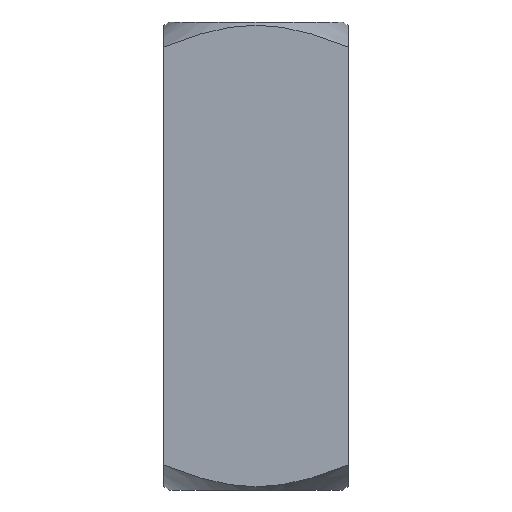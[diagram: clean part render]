
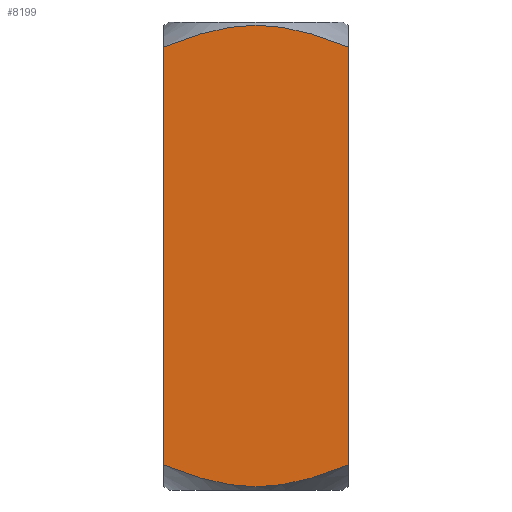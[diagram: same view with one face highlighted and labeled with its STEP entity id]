
A CAD part, front view. The second image highlights one B-rep face of the part: STEP entity #8199.
In plain terms, the highlighted planar face has unit normal (0, -1, 0).
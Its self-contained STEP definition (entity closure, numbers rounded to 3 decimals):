
#1152=PLANE('',#8735);
#1388=FACE_OUTER_BOUND('',#1821,.T.);
#1821=EDGE_LOOP('',(#6021,#6022,#6023,#6024,#6025,#6026));
#2195=(
BOUNDED_CURVE()
B_SPLINE_CURVE(2,(#17950,#17951,#17952),.UNSPECIFIED.,.F.,.F.)
B_SPLINE_CURVE_WITH_KNOTS((3,3),(4.178,7.308),
 .UNSPECIFIED.)
CURVE()
GEOMETRIC_REPRESENTATION_ITEM()
RATIONAL_B_SPLINE_CURVE((1.44,1.44,1.193))
REPRESENTATION_ITEM('')
);
#2196=(
BOUNDED_CURVE()
B_SPLINE_CURVE(2,(#17954,#17955,#17956),.UNSPECIFIED.,.F.,.F.)
B_SPLINE_CURVE_WITH_KNOTS((3,3),(1.047,4.178),
 .UNSPECIFIED.)
CURVE()
GEOMETRIC_REPRESENTATION_ITEM()
RATIONAL_B_SPLINE_CURVE((1.193,1.44,1.44))
REPRESENTATION_ITEM('')
);
#2198=(
BOUNDED_CURVE()
B_SPLINE_CURVE(2,(#17963,#17964,#17965),.UNSPECIFIED.,.F.,.F.)
B_SPLINE_CURVE_WITH_KNOTS((3,3),(4.178,7.308),
 .UNSPECIFIED.)
CURVE()
GEOMETRIC_REPRESENTATION_ITEM()
RATIONAL_B_SPLINE_CURVE((1.44,1.44,1.193))
REPRESENTATION_ITEM('')
);
#2199=(
BOUNDED_CURVE()
B_SPLINE_CURVE(2,(#17967,#17968,#17969),.UNSPECIFIED.,.F.,.F.)
B_SPLINE_CURVE_WITH_KNOTS((3,3),(1.047,4.178),
 .UNSPECIFIED.)
CURVE()
GEOMETRIC_REPRESENTATION_ITEM()
RATIONAL_B_SPLINE_CURVE((1.193,1.44,1.44))
REPRESENTATION_ITEM('')
);
#2317=LINE('',#17938,#2887);
#2321=LINE('',#17971,#2891);
#2887=VECTOR('',#9806,10.);
#2891=VECTOR('',#9818,10.);
#3701=VERTEX_POINT('',#17933);
#3702=VERTEX_POINT('',#17937);
#3703=VERTEX_POINT('',#17945);
#3704=VERTEX_POINT('',#17949);
#3705=VERTEX_POINT('',#17958);
#3706=VERTEX_POINT('',#17962);
#4572=EDGE_CURVE('',#3701,#3702,#2317,.T.);
#4576=EDGE_CURVE('',#3704,#3702,#2195,.T.);
#4578=EDGE_CURVE('',#3703,#3704,#2196,.T.);
#4580=EDGE_CURVE('',#3706,#3705,#2198,.T.);
#4582=EDGE_CURVE('',#3701,#3706,#2199,.T.);
#4583=EDGE_CURVE('',#3705,#3703,#2321,.T.);
#6021=ORIENTED_EDGE('',*,*,#4578,.T.);
#6022=ORIENTED_EDGE('',*,*,#4576,.T.);
#6023=ORIENTED_EDGE('',*,*,#4572,.F.);
#6024=ORIENTED_EDGE('',*,*,#4582,.T.);
#6025=ORIENTED_EDGE('',*,*,#4580,.T.);
#6026=ORIENTED_EDGE('',*,*,#4583,.T.);
#8199=ADVANCED_FACE('',(#1388),#1152,.T.);
#8735=AXIS2_PLACEMENT_3D('',#17972,#9819,#9820);
#9806=DIRECTION('',(0.,0.,-1.));
#9818=DIRECTION('',(0.,0.,-1.));
#9819=DIRECTION('center_axis',(0.,-1.,0.));
#9820=DIRECTION('ref_axis',(0.,0.,-1.));
#17933=CARTESIAN_POINT('',(25.,-25.,43.155));
#17937=CARTESIAN_POINT('',(25.,-25.,-70.155));
#17938=CARTESIAN_POINT('',(25.,-25.,0.));
#17945=CARTESIAN_POINT('',(-25.,-25.,-70.155));
#17949=CARTESIAN_POINT('',(0.,-25.,-76.134));
#17950=CARTESIAN_POINT('Ctrl Pts',(0.,-25.,-76.134));
#17951=CARTESIAN_POINT('Ctrl Pts',(10.355,-25.,-76.134));
#17952=CARTESIAN_POINT('Ctrl Pts',(25.,-25.,-70.155));
#17954=CARTESIAN_POINT('Ctrl Pts',(-25.,-25.,-70.155));
#17955=CARTESIAN_POINT('Ctrl Pts',(-10.355,-25.,-76.134));
#17956=CARTESIAN_POINT('Ctrl Pts',(0.,-25.,-76.134));
#17958=CARTESIAN_POINT('',(-25.,-25.,43.155));
#17962=CARTESIAN_POINT('',(0.,-25.,49.134));
#17963=CARTESIAN_POINT('Ctrl Pts',(0.,-25.,49.134));
#17964=CARTESIAN_POINT('Ctrl Pts',(-10.355,-25.,49.134));
#17965=CARTESIAN_POINT('Ctrl Pts',(-25.,-25.,43.155));
#17967=CARTESIAN_POINT('Ctrl Pts',(25.,-25.,43.155));
#17968=CARTESIAN_POINT('Ctrl Pts',(10.355,-25.,49.134));
#17969=CARTESIAN_POINT('Ctrl Pts',(0.,-25.,49.134));
#17971=CARTESIAN_POINT('',(-25.,-25.,0.));
#17972=CARTESIAN_POINT('Origin',(25.,-25.,0.));
